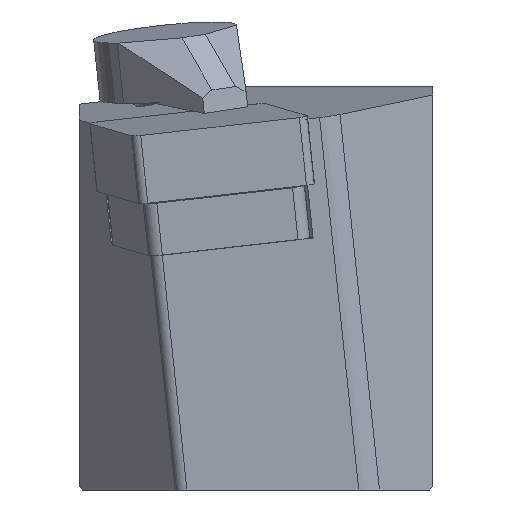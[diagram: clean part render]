
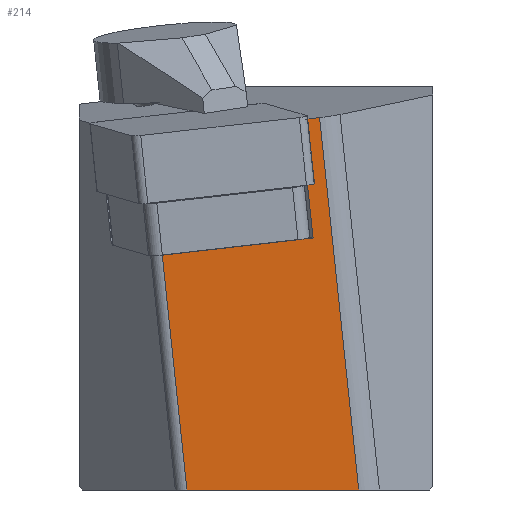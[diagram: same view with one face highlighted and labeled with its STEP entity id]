
A CAD part, left-side view. The second image highlights one B-rep face of the part: STEP entity #214.
In plain terms, the highlighted planar face has unit normal (-0.992, -0.087, -0.096).
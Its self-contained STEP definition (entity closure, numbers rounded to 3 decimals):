
#148=FACE_OUTER_BOUND('',#332,.T.);
#214=ADVANCED_FACE('',(#148),#279,.F.);
#279=PLANE('',#1289);
#332=EDGE_LOOP('',(#476,#477,#478,#479,#480,#481,#482));
#476=ORIENTED_EDGE('',*,*,#868,.F.);
#477=ORIENTED_EDGE('',*,*,#900,.F.);
#478=ORIENTED_EDGE('',*,*,#899,.T.);
#479=ORIENTED_EDGE('',*,*,#901,.F.);
#480=ORIENTED_EDGE('',*,*,#902,.F.);
#481=ORIENTED_EDGE('',*,*,#860,.F.);
#482=ORIENTED_EDGE('',*,*,#881,.T.);
#756=VERTEX_POINT('',#1716);
#757=VERTEX_POINT('',#1718);
#763=VERTEX_POINT('',#1732);
#765=VERTEX_POINT('',#1735);
#785=VERTEX_POINT('',#1790);
#787=VERTEX_POINT('',#1794);
#788=VERTEX_POINT('',#1799);
#860=EDGE_CURVE('',#756,#757,#1025,.T.);
#868=EDGE_CURVE('',#763,#765,#1029,.T.);
#881=EDGE_CURVE('',#756,#765,#1041,.T.);
#899=EDGE_CURVE('',#785,#787,#1056,.T.);
#900=EDGE_CURVE('',#785,#763,#1057,.T.);
#901=EDGE_CURVE('',#788,#787,#1058,.T.);
#902=EDGE_CURVE('',#757,#788,#1059,.T.);
#1025=LINE('',#1717,#1151);
#1029=LINE('',#1734,#1155);
#1041=LINE('',#1760,#1167);
#1056=LINE('',#1795,#1182);
#1057=LINE('',#1797,#1183);
#1058=LINE('',#1798,#1184);
#1059=LINE('',#1800,#1185);
#1151=VECTOR('',#1381,1.);
#1155=VECTOR('',#1395,1.);
#1167=VECTOR('',#1415,1.);
#1182=VECTOR('',#1444,1.);
#1183=VECTOR('',#1447,1.);
#1184=VECTOR('',#1448,1.);
#1185=VECTOR('',#1449,1.);
#1289=AXIS2_PLACEMENT_3D('',#1801,#1450,#1451);
#1381=DIRECTION('',(0.076,-0.991,0.112));
#1395=DIRECTION('',(0.076,-0.991,0.112));
#1415=DIRECTION('',(0.105,-0.104,-0.989));
#1444=DIRECTION('',(0.105,-0.104,-0.989));
#1447=DIRECTION('',(0.076,-0.991,0.112));
#1448=DIRECTION('',(-0.088,0.996,0.));
#1449=DIRECTION('',(0.105,-0.104,-0.989));
#1450=DIRECTION('',(0.992,0.087,0.096));
#1451=DIRECTION('',(0.096,0.,-0.995));
#1716=CARTESIAN_POINT('',(2.035,11.962,1.512));
#1717=CARTESIAN_POINT('',(0.98,25.618,-0.034));
#1718=CARTESIAN_POINT('',(2.167,10.247,1.707));
#1732=CARTESIAN_POINT('',(3.109,11.563,-9.262));
#1734=CARTESIAN_POINT('',(2.11,24.494,-10.726));
#1735=CARTESIAN_POINT('',(3.165,10.838,-9.179));
#1760=CARTESIAN_POINT('',(1.597,12.398,5.657));
#1790=CARTESIAN_POINT('',(2.11,24.494,-10.726));
#1794=CARTESIAN_POINT('',(4.359,22.258,-32.));
#1795=CARTESIAN_POINT('',(5.13,21.49,-39.3));
#1797=CARTESIAN_POINT('',(2.11,24.494,-10.726));
#1798=CARTESIAN_POINT('',(4.432,21.429,-32.));
#1799=CARTESIAN_POINT('',(5.729,6.704,-32.));
#1800=CARTESIAN_POINT('',(6.317,6.12,-37.559));
#1801=CARTESIAN_POINT('',(5.13,21.49,-39.3));
